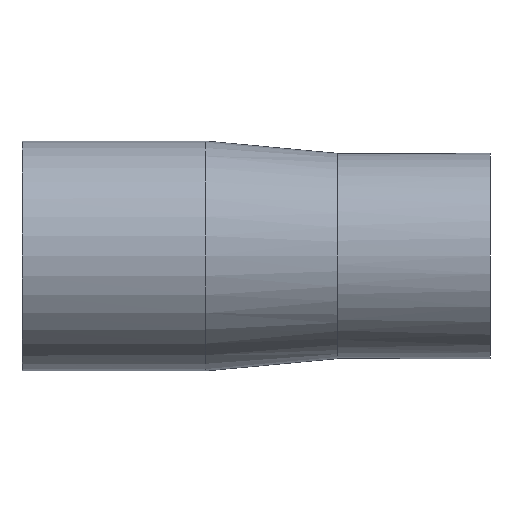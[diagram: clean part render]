
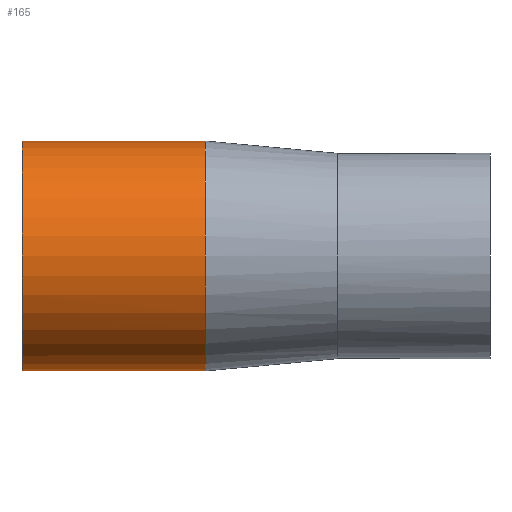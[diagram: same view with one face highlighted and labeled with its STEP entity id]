
A CAD part, front view. The second image highlights one B-rep face of the part: STEP entity #165.
In plain terms, the highlighted cylindrical face has radius 70 mm (diameter 140 mm), a full revolution.
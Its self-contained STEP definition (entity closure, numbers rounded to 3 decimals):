
#22=LINE('',#689,#26);
#26=VECTOR('',#248,70.);
#30=CYLINDRICAL_SURFACE('',#204,70.);
#39=CIRCLE('',#195,70.);
#40=CIRCLE('',#196,70.);
#44=CIRCLE('',#205,70.);
#54=FACE_OUTER_BOUND('',#64,.T.);
#64=EDGE_LOOP('',(#150,#151,#152,#153,#154));
#82=VERTEX_POINT('',#668);
#83=VERTEX_POINT('',#671);
#87=VERTEX_POINT('',#688);
#101=EDGE_CURVE('',#82,#83,#39,.T.);
#102=EDGE_CURVE('',#83,#82,#40,.T.);
#109=EDGE_CURVE('',#83,#87,#22,.T.);
#110=EDGE_CURVE('',#87,#87,#44,.T.);
#150=ORIENTED_EDGE('',*,*,#102,.F.);
#151=ORIENTED_EDGE('',*,*,#109,.T.);
#152=ORIENTED_EDGE('',*,*,#110,.T.);
#153=ORIENTED_EDGE('',*,*,#109,.F.);
#154=ORIENTED_EDGE('',*,*,#101,.F.);
#165=ADVANCED_FACE('',(#54),#30,.T.);
#195=AXIS2_PLACEMENT_3D('',#672,#225,#226);
#196=AXIS2_PLACEMENT_3D('',#673,#227,#228);
#204=AXIS2_PLACEMENT_3D('',#687,#246,#247);
#205=AXIS2_PLACEMENT_3D('',#690,#249,#250);
#225=DIRECTION('center_axis',(1.,0.,0.));
#226=DIRECTION('ref_axis',(0.,1.,0.));
#227=DIRECTION('center_axis',(1.,0.,0.));
#228=DIRECTION('ref_axis',(0.,1.,0.));
#246=DIRECTION('center_axis',(1.,0.,0.));
#247=DIRECTION('ref_axis',(0.,1.,0.));
#248=DIRECTION('',(-1.,0.,0.));
#249=DIRECTION('center_axis',(1.,0.,0.));
#250=DIRECTION('ref_axis',(0.,1.,0.));
#668=CARTESIAN_POINT('',(111.5,6.903,-69.997));
#671=CARTESIAN_POINT('',(111.5,-62.5,0.));
#672=CARTESIAN_POINT('Origin',(111.5,7.5,0.));
#673=CARTESIAN_POINT('Origin',(111.5,7.5,0.));
#687=CARTESIAN_POINT('Origin',(0.,7.5,0.));
#688=CARTESIAN_POINT('',(0.,-62.5,0.));
#689=CARTESIAN_POINT('',(0.,-62.5,0.));
#690=CARTESIAN_POINT('Origin',(0.,7.5,0.));
